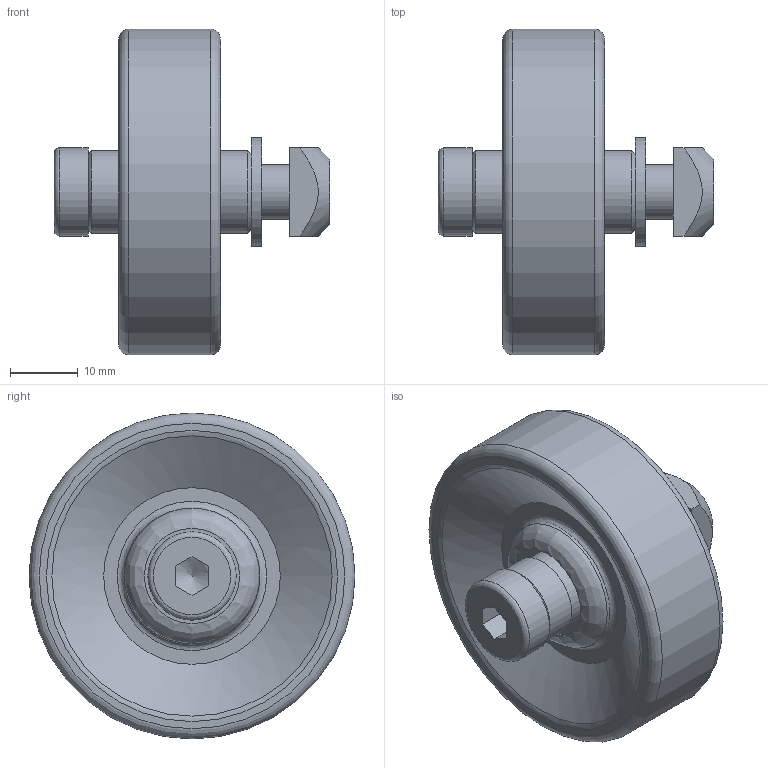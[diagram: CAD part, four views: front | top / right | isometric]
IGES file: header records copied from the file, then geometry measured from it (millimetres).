
Global section: file name: 700112.stp.ipt; native system: Autodesk Inventor 2014; preprocessor: unknown; author: zeman; date: 20151016.102009; units: millimetre
Bounding box: 40.6 x 48 x 48 mm (x, y, z)
Volume: 8545.7 mm3; surface area: 16928.6 mm2
Topology: 13 solids, 13 shells, 92 faces, 242 edges, 171 vertices
Faces by surface type: revolution 34, plane 31, cylinder 12, sphere 8, cone 6, bspline 1
Full cylindrical faces by diameter (mm): 8 x1, 11.4 x2, 12.2 x2, 13 x1, 16 x1, 18 x2, 19 x2, 48 x1
